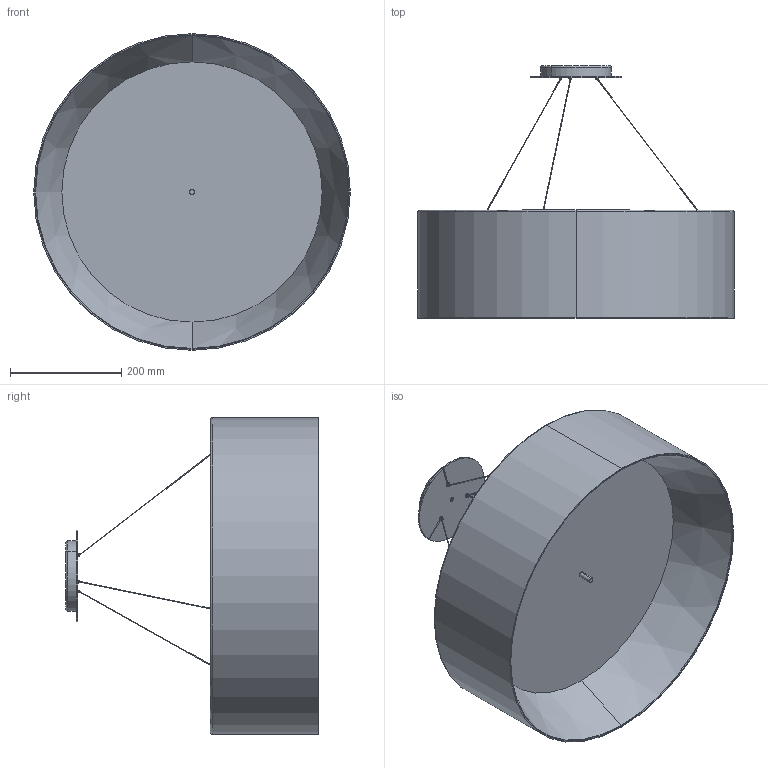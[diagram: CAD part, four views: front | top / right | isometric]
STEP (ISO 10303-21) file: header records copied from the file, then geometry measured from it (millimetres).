
FILE_DESCRIPTION (( 'STEP AP214' ), '1' );
FILE_NAME ('TAGORA 570-SUSPENSION1.STEP', '2016-12-16T20:52:49', ( '' ), ( '' ), 'SwSTEP 2.0', 'SolidWorks 2012', '' );
FILE_SCHEMA (( 'AUTOMOTIVE_DESIGN' ));
Length unit declared in the file: inch
Products named in the file (1): TAGORA 570-SUSPENSION1
Bounding box: 570 x 454.12 x 570 mm (x, y, z)
Volume: 27980253.7 mm3; surface area: 1053375.2 mm2
Topology: 14 solids, 17 shells, 299 faces, 686 edges, 432 vertices
Faces by surface type: plane 134, cylinder 129, cone 22, torus 8, sphere 6
Entity records: 8564 total; most frequent: DIRECTION 1605, CARTESIAN_POINT 1394, ORIENTED_EDGE 1342, EDGE_CURVE 671, AXIS2_PLACEMENT_3D 634, VERTEX_POINT 423, LINE 337, VECTOR 337
